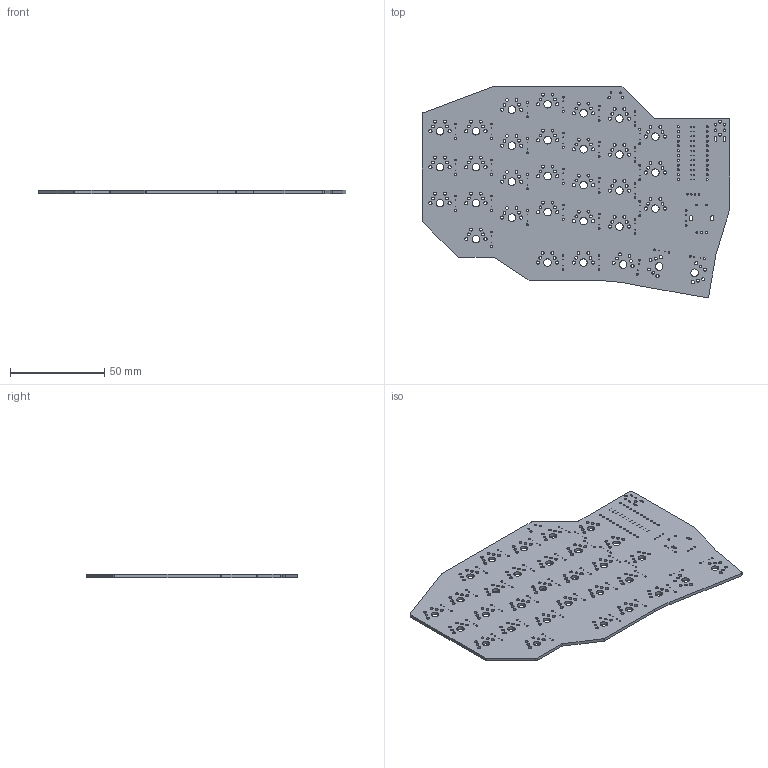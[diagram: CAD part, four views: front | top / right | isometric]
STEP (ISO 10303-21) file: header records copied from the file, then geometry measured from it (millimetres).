
FILE_DESCRIPTION(('KiCad electronic assembly'),'2;1');
FILE_NAME('spleeb.step','2022-09-05T20:15:03',('Pcbnew'),('Kicad'), 'Open CASCADE STEP processor 7.5','KiCad to STEP converter','Unknown' );
FILE_SCHEMA(('AUTOMOTIVE_DESIGN { 1 0 10303 214 1 1 1 1 }'));
Length unit declared in the file: millimetre
Products named in the file (2): spleeb 1; spleeb PCB
Assembly tree (1 placements, depth 2):
  spleeb 1
    spleeb PCB
Bounding box: 163.05 x 111.95 x 1.6 mm (x, y, z)
Volume: 22538.8 mm3; surface area: 31785.4 mm2
Topology: 1 solids, 1 shells, 484 faces, 1446 edges, 964 vertices
Faces by surface type: cylinder 447, plane 37
Full cylindrical faces by diameter (mm): 0.3 x64, 0.4 x24, 0.75 x4, 0.991 x64, 1 x7, 1.1 x24, 1.3 x2, 1.499 x124, 1.5 x2, 1.702 x62, 3.988 x31
Entity records: 40007 total; most frequent: CARTESIAN_POINT 11160, DIRECTION 5302, ORIENTED_EDGE 2892, PCURVE 2892, DEFINITIONAL_REPRESENTATION 2892, LINE 2542, VECTOR 2542, EDGE_CURVE 1446
